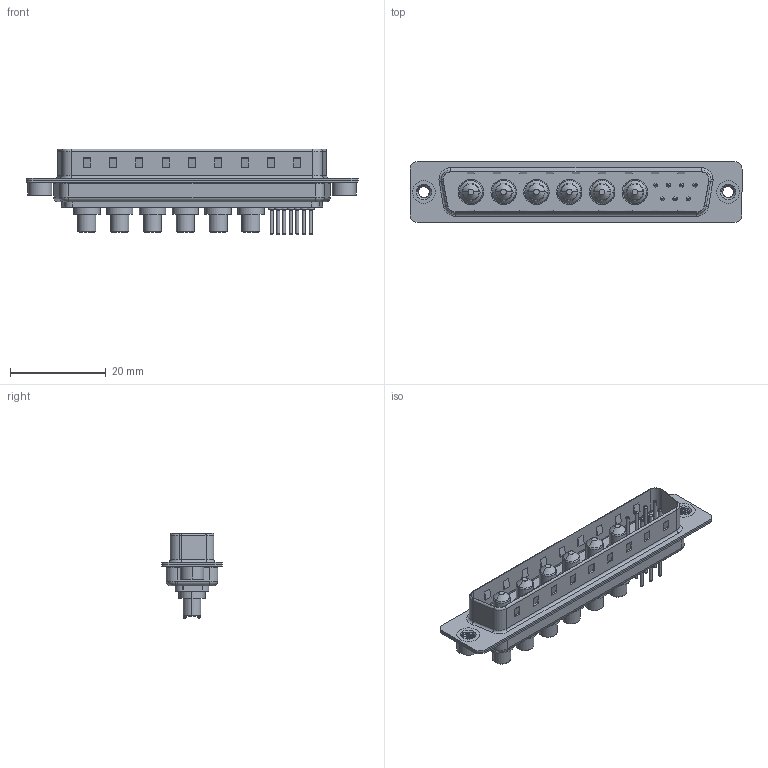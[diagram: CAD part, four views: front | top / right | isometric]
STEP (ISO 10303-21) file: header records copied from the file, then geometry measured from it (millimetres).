
FILE_DESCRIPTION (( 'STEP AP203' ), '1' );
FILE_NAME ('627-13W6624-4NA.STEP', '2019-06-26T12:01:56', ( '' ), ( '' ), 'SwSTEP 2.0', 'SolidWorks 2016', '' );
FILE_SCHEMA (( 'CONFIG_CONTROL_DESIGN' ));
Length unit declared in the file: millimetre
Products named in the file (8): 627-13W6624-4NA; 627Combo Shell Rear_37 Contacts; 627Combo Housing_13W6; 627Combo Contact Row 1_24; 627Combo Contact Row 2_24; 627Combo Shell Front_37 Contacts; 627Combo Threaded Rivet_A; Power Pin_40A S
Assembly tree (18 placements, depth 2):
  627-13W6624-4NA
    627Combo Housing_13W6
    627Combo Shell Rear_37 Contacts
    627Combo Shell Front_37 Contacts
    627Combo Threaded Rivet_A  x2
    Power Pin_40A S  x6
    627Combo Contact Row 1_24  x4
    627Combo Contact Row 2_24  x3
Bounding box: 69.3 x 12.6 x 17.9 mm (x, y, z)
Volume: 4292.4 mm3; surface area: 9126.9 mm2
Topology: 24 solids, 24 shells, 909 faces, 2079 edges, 1282 vertices
Faces by surface type: cylinder 355, plane 312, torus 174, cone 50, bspline 18
Entity records: 19444 total; most frequent: CARTESIAN_POINT 4704, DIRECTION 3014, ORIENTED_EDGE 2708, EDGE_CURVE 1354, AXIS2_PLACEMENT_3D 1138, VERTEX_POINT 852, LINE 738, VECTOR 738
